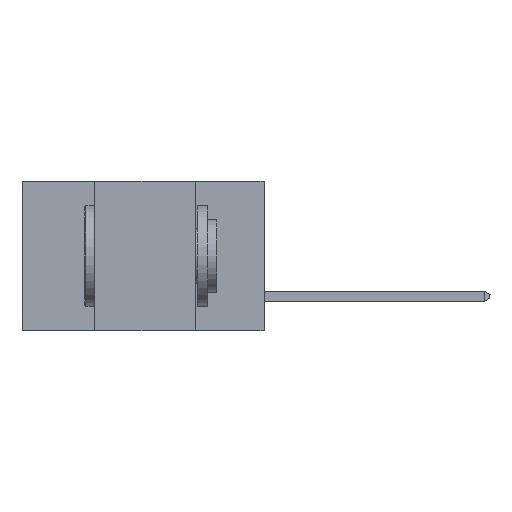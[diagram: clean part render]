
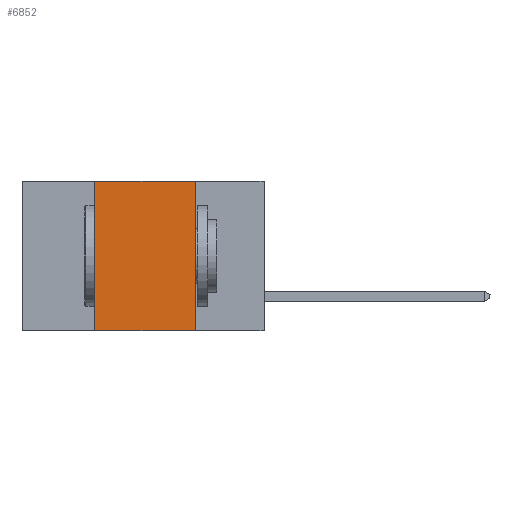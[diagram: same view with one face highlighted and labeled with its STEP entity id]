
A CAD part, left-side view. The second image highlights one B-rep face of the part: STEP entity #6852.
In plain terms, the highlighted planar face has unit normal (-1, 0, 0).
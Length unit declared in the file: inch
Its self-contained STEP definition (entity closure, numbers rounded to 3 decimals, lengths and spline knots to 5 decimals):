
#86 = VECTOR ( 'NONE', #9714, 39.37008 ) ;
#838 = VERTEX_POINT ( 'NONE', #12361 ) ;
#1136 = EDGE_CURVE ( 'NONE', #27923, #838, #16237, .T. ) ;
#2470 = DIRECTION ( 'NONE',  ( 0., -1., 0. ) ) ;
#2848 = AXIS2_PLACEMENT_3D ( 'NONE', #26692, #29091, #17720 ) ;
#3069 = ORIENTED_EDGE ( 'NONE', *, *, #1136, .F. ) ;
#3540 = EDGE_CURVE ( 'NONE', #838, #5475, #20997, .T. ) ;
#4270 = VECTOR ( 'NONE', #2470, 39.37008 ) ;
#5075 = LINE ( 'NONE', #11533, #86 ) ;
#5475 = VERTEX_POINT ( 'NONE', #17222 ) ;
#5669 = EDGE_CURVE ( 'NONE', #26429, #5475, #5075, .T. ) ;
#6346 = PLANE ( 'NONE',  #2848 ) ;
#6468 = CARTESIAN_POINT ( 'NONE',  ( 0., 0.42, -0.37 ) ) ;
#6852 = ADVANCED_FACE ( 'NONE', ( #19951 ), #6346, .F. ) ;
#7986 = EDGE_LOOP ( 'NONE', ( #24413, #3069, #13451, #21619 ) ) ;
#8095 = CARTESIAN_POINT ( 'NONE',  ( 0., 0.42, 0. ) ) ;
#9060 = VECTOR ( 'NONE', #16084, 39.37008 ) ;
#9714 = DIRECTION ( 'NONE',  ( 0., -1., 0. ) ) ;
#11533 = CARTESIAN_POINT ( 'NONE',  ( 0., 0.6, -0.37 ) ) ;
#12361 = CARTESIAN_POINT ( 'NONE',  ( 0., 0.17, 0. ) ) ;
#12542 = VECTOR ( 'NONE', #23294, 39.37008 ) ;
#13451 = ORIENTED_EDGE ( 'NONE', *, *, #21119, .F. ) ;
#13689 = CARTESIAN_POINT ( 'NONE',  ( 0., 0.6, 0. ) ) ;
#14326 = CARTESIAN_POINT ( 'NONE',  ( 0., 0.42, 0. ) ) ;
#16084 = DIRECTION ( 'NONE',  ( 0., 0., -1. ) ) ;
#16237 = LINE ( 'NONE', #13689, #4270 ) ;
#16564 = LINE ( 'NONE', #14326, #12542 ) ;
#17222 = CARTESIAN_POINT ( 'NONE',  ( 0., 0.17, -0.37 ) ) ;
#17720 = DIRECTION ( 'NONE',  ( 0., 0., -1. ) ) ;
#19951 = FACE_OUTER_BOUND ( 'NONE', #7986, .T. ) ;
#20997 = LINE ( 'NONE', #27436, #9060 ) ;
#21119 = EDGE_CURVE ( 'NONE', #26429, #27923, #16564, .T. ) ;
#21619 = ORIENTED_EDGE ( 'NONE', *, *, #5669, .T. ) ;
#23294 = DIRECTION ( 'NONE',  ( 0., 0., 1. ) ) ;
#24413 = ORIENTED_EDGE ( 'NONE', *, *, #3540, .F. ) ;
#26429 = VERTEX_POINT ( 'NONE', #6468 ) ;
#26692 = CARTESIAN_POINT ( 'NONE',  ( 0., 0.6, 0. ) ) ;
#27436 = CARTESIAN_POINT ( 'NONE',  ( 0., 0.17, 0. ) ) ;
#27923 = VERTEX_POINT ( 'NONE', #8095 ) ;
#29091 = DIRECTION ( 'NONE',  ( 1., 0., 0. ) ) ;
